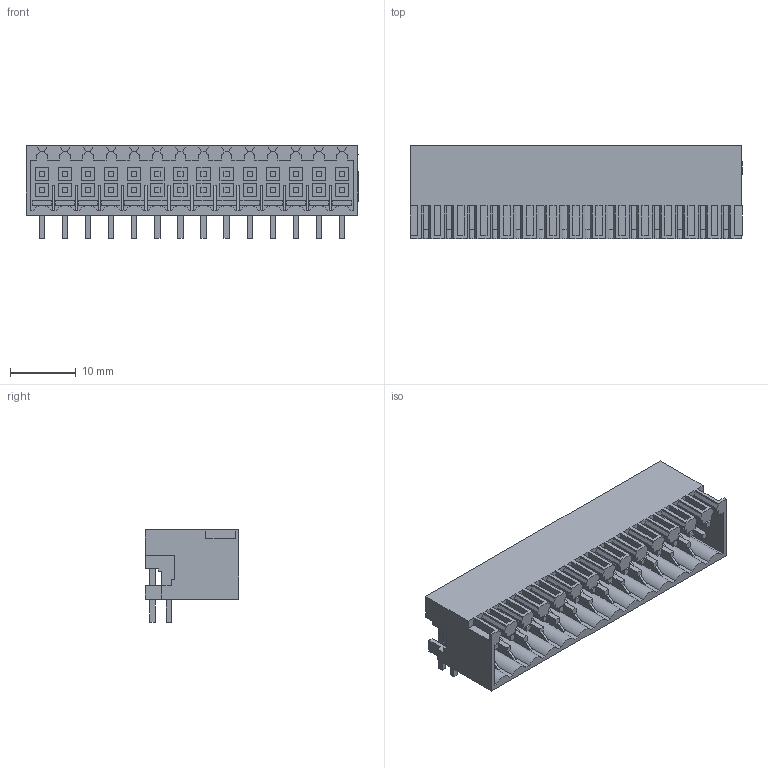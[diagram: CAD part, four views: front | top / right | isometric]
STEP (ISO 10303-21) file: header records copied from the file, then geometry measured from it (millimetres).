
FILE_DESCRIPTION(('CATIA V5 STEP Exchange','CAx-IF Rec.Pracs.--- Model Styling and Organization---1.4--- 2014-01-23'),'2;1');
FILE_NAME ('D1455069_0_1728100000_1728100000.stp','2019-02-21T15:31:26+00:00',('none'),('Weidmueller'),'CATIA Version 5-6 Release 2016 SP3 HF44','CATIA V5 STEP AP214','none');
FILE_SCHEMA(('AUTOMOTIVE_DESIGN { 1 0 10303 214 1 1 1 1 }'));
Length unit declared in the file: millimetre
Products named in the file (1): 1728100000
Bounding box: 50.4 x 14.2 x 14 mm (x, y, z)
Volume: 3437 mm3; surface area: 7448.9 mm2
Topology: 1 solids, 1 shells, 1308 faces, 3880 edges, 2657 vertices
Faces by surface type: plane 1280, cylinder 28
Entity records: 41285 total; most frequent: ORIENTED_EDGE 7760, CARTESIAN_POINT 7268, DIRECTION 5340, EDGE_CURVE 3880, VECTOR 3796, LINE 3796, VERTEX_POINT 2657, EDGE_LOOP 1391
